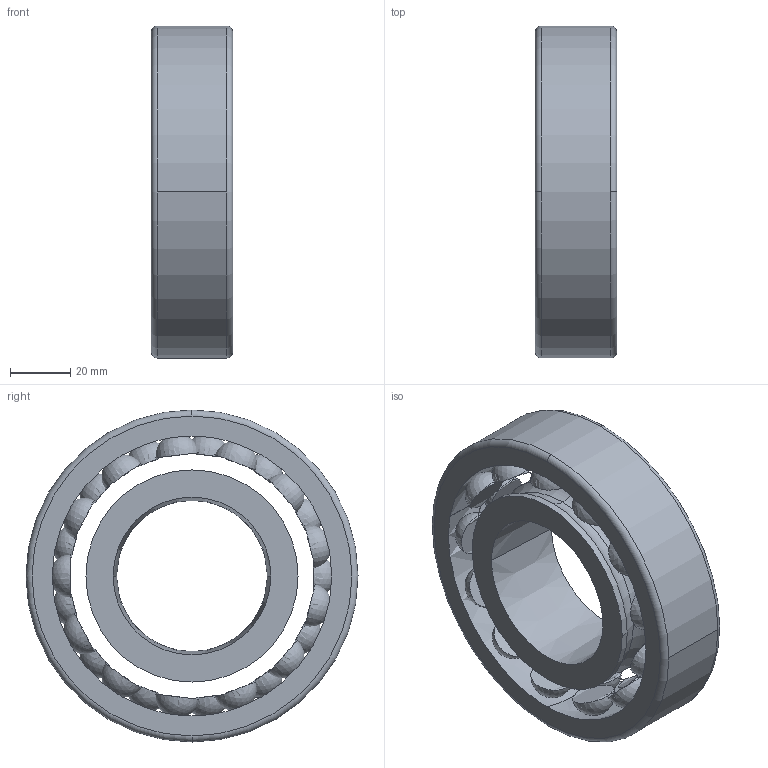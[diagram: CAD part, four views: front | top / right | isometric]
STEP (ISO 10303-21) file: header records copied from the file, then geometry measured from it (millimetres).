
FILE_DESCRIPTION(('STEP AP214'),'1');
FILE_NAME('skf_bearing_1310_ektn9_2.stp','2024-10-25T07:56:01',('TraceParts'),('TraceParts S.A.'),'Spatial InterOp 3D',' ',' ');
FILE_SCHEMA(('AUTOMOTIVE_DESIGN { 1 0 10303 214 1 1 1 1 }'));
Length unit declared in the file: millimetre
Products named in the file (1): skf_bearing_1310_ektn9_2_1
Bounding box: 27 x 110 x 110 mm (x, y, z)
Volume: 147073.8 mm3; surface area: 53376.2 mm2
Topology: 4 solids, 4 shells, 132 faces, 390 edges, 206 vertices
Faces by surface type: torus 64, sphere 54, cylinder 8, plane 4, cone 2
Entity records: 5329 total; most frequent: CARTESIAN_POINT 2392, DIRECTION 618, ORIENTED_EDGE 564, AXIS2_PLACEMENT_3D 304, EDGE_CURVE 282, VERTEX_POINT 206, EDGE_LOOP 188, CIRCLE 168
